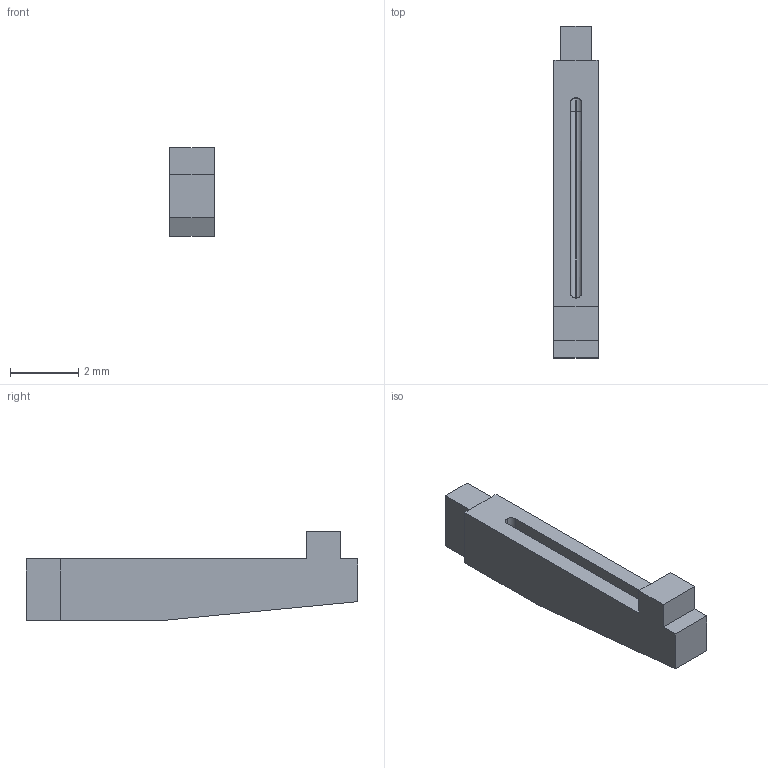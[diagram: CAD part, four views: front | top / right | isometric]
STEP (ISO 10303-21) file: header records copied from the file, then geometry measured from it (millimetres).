
FILE_DESCRIPTION(('FreeCAD Model'),'2;1');
FILE_NAME('Open CASCADE Shape Model','2024-03-24T18:23:38',('FreeCAD'),( 'FreeCAD'),'Open CASCADE STEP processor 7.6','FreeCAD','Unknown');
FILE_SCHEMA(('AUTOMOTIVE_DESIGN { 1 0 10303 214 1 1 1 1 }'));
Length unit declared in the file: millimetre
Products named in the file (1): Open CASCADE STEP translator 7.6 1
Bounding box: 1.3 x 9.7 x 2.6 mm (x, y, z)
Volume: 17.9 mm3; surface area: 82 mm2
Topology: 1 solids, 1 shells, 37 faces, 94 edges, 59 vertices
Faces by surface type: plane 27, cylinder 10
Entity records: 2474 total; most frequent: CARTESIAN_POINT 561, DIRECTION 356, LINE 244, VECTOR 244, ORIENTED_EDGE 188, PCURVE 188, DEFINITIONAL_REPRESENTATION 188, EDGE_CURVE 94
